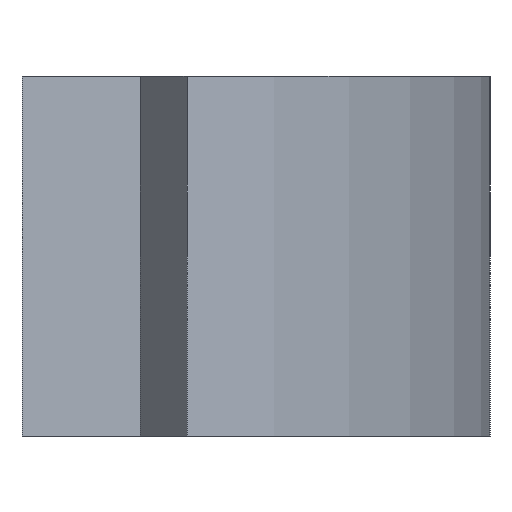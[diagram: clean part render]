
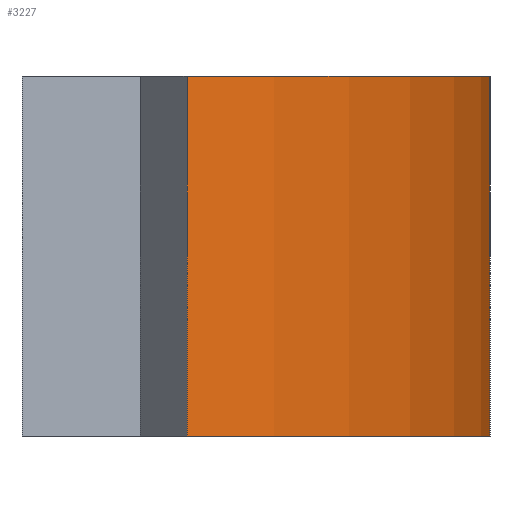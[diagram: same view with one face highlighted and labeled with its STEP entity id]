
A CAD part, left-side view. The second image highlights one B-rep face of the part: STEP entity #3227.
In plain terms, the highlighted cylindrical face has radius 23 mm (diameter 46 mm), a partial arc.
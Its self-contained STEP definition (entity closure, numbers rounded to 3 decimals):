
#30=CYLINDRICAL_SURFACE('',#3432,23.);
#241=FACE_OUTER_BOUND('',#459,.T.);
#459=EDGE_LOOP('',(#2919,#2920,#2921,#2922));
#467=CIRCLE('',#3259,23.);
#498=CIRCLE('',#3428,23.);
#833=LINE('',#4921,#1245);
#904=LINE('',#5092,#1316);
#1245=VECTOR('',#3946,10.);
#1316=VECTOR('',#4191,23.);
#1330=VERTEX_POINT('',#4233);
#1331=VERTEX_POINT('',#4235);
#1605=VERTEX_POINT('',#4919);
#1616=VERTEX_POINT('',#5081);
#1626=EDGE_CURVE('',#1331,#1330,#467,.T.);
#1969=EDGE_CURVE('',#1330,#1605,#833,.T.);
#2050=EDGE_CURVE('',#1605,#1616,#498,.T.);
#2056=EDGE_CURVE('',#1616,#1331,#904,.T.);
#2919=ORIENTED_EDGE('',*,*,#2050,.T.);
#2920=ORIENTED_EDGE('',*,*,#2056,.T.);
#2921=ORIENTED_EDGE('',*,*,#1626,.T.);
#2922=ORIENTED_EDGE('',*,*,#1969,.T.);
#3227=ADVANCED_FACE('',(#241),#30,.T.);
#3259=AXIS2_PLACEMENT_3D('',#4236,#3451,#3452);
#3428=AXIS2_PLACEMENT_3D('',#5083,#4182,#4183);
#3432=AXIS2_PLACEMENT_3D('',#5096,#4197,#4198);
#3451=DIRECTION('center_axis',(0.,0.,-1.));
#3452=DIRECTION('ref_axis',(-0.828,-0.561,0.));
#3946=DIRECTION('',(0.,0.,-1.));
#4182=DIRECTION('center_axis',(0.,0.,1.));
#4183=DIRECTION('ref_axis',(-0.828,-0.561,0.));
#4191=DIRECTION('',(0.,0.,1.));
#4197=DIRECTION('center_axis',(0.,0.,1.));
#4198=DIRECTION('ref_axis',(-0.828,-0.561,0.));
#4233=CARTESIAN_POINT('',(0.,-5.502,12.));
#4235=CARTESIAN_POINT('',(19.04,-15.6,12.));
#4236=CARTESIAN_POINT('Origin',(19.04,7.4,12.));
#4919=CARTESIAN_POINT('',(0.,-5.502,0.));
#4921=CARTESIAN_POINT('',(0.,-5.502,0.));
#5081=CARTESIAN_POINT('',(19.04,-15.6,0.));
#5083=CARTESIAN_POINT('Origin',(19.04,7.4,0.));
#5092=CARTESIAN_POINT('',(19.04,-15.6,0.));
#5096=CARTESIAN_POINT('Origin',(19.04,7.4,0.));
